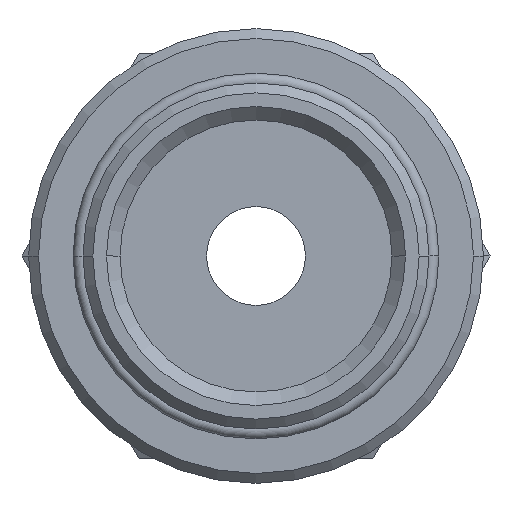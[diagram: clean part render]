
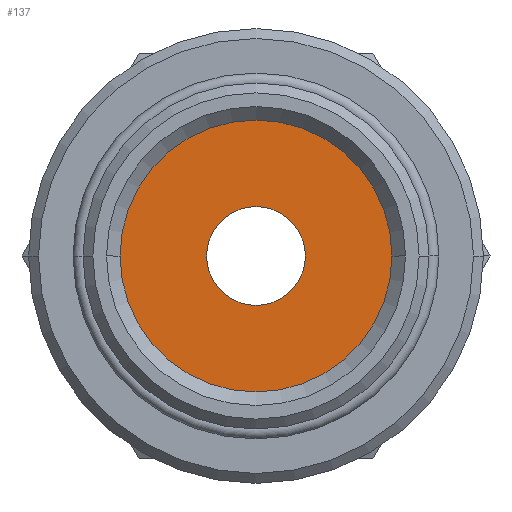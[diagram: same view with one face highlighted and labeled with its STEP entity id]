
A CAD part, front view. The second image highlights one B-rep face of the part: STEP entity #137.
In plain terms, the highlighted planar face has unit normal (0, -1, 0).
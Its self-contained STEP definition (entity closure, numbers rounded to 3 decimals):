
#137=ADVANCED_FACE('',(#305,#306),#307,.F.);
#305=FACE_BOUND('',#510,.T.);
#306=FACE_OUTER_BOUND('',#511,.T.);
#307=PLANE('',#512);
#510=EDGE_LOOP('',(#830,#831));
#511=EDGE_LOOP('',(#832,#833));
#512=AXIS2_PLACEMENT_3D('',#834,#835,#836);
#830=ORIENTED_EDGE('',*,*,#1220,.T.);
#831=ORIENTED_EDGE('',*,*,#1246,.T.);
#832=ORIENTED_EDGE('',*,*,#1223,.F.);
#833=ORIENTED_EDGE('',*,*,#1244,.F.);
#834=CARTESIAN_POINT('',(9.375,35.0,0.0));
#835=DIRECTION('',(-0.0,1.0,0.0));
#836=DIRECTION('',(1.0,0.0,0.0));
#1220=EDGE_CURVE('',#1461,#1465,#1467,.T.);
#1223=EDGE_CURVE('',#1469,#1472,#1473,.T.);
#1244=EDGE_CURVE('',#1472,#1469,#1497,.T.);
#1246=EDGE_CURVE('',#1465,#1461,#1499,.T.);
#1461=VERTEX_POINT('',#1798);
#1465=VERTEX_POINT('',#1803);
#1467=CIRCLE('',#1806,5.0);
#1469=VERTEX_POINT('',#1808);
#1472=VERTEX_POINT('',#1812);
#1473=CIRCLE('',#1813,13.75);
#1497=CIRCLE('',#1842,13.75);
#1499=CIRCLE('',#1844,5.0);
#1798=CARTESIAN_POINT('',(5.0,35.0,0.0));
#1803=CARTESIAN_POINT('',(-5.0,35.0,0.));
#1806=AXIS2_PLACEMENT_3D('',#2288,#2289,#2290);
#1808=CARTESIAN_POINT('',(13.75,35.0,0.0));
#1812=CARTESIAN_POINT('',(-13.75,35.0,0.));
#1813=AXIS2_PLACEMENT_3D('',#2292,#2293,#2294);
#1842=AXIS2_PLACEMENT_3D('',#2324,#2325,#2326);
#1844=AXIS2_PLACEMENT_3D('',#2327,#2328,#2329);
#2288=CARTESIAN_POINT('',(0.0,35.0,0.0));
#2289=DIRECTION('',(-0.0,1.0,0.0));
#2290=DIRECTION('',(1.0,0.0,0.0));
#2292=CARTESIAN_POINT('',(0.0,35.0,0.0));
#2293=DIRECTION('',(-0.0,1.0,0.0));
#2294=DIRECTION('',(1.0,0.0,0.0));
#2324=CARTESIAN_POINT('',(0.0,35.0,0.0));
#2325=DIRECTION('',(-0.0,1.0,0.0));
#2326=DIRECTION('',(1.0,0.0,0.0));
#2327=CARTESIAN_POINT('',(0.0,35.0,0.0));
#2328=DIRECTION('',(-0.0,1.0,0.0));
#2329=DIRECTION('',(1.0,0.0,0.0));
